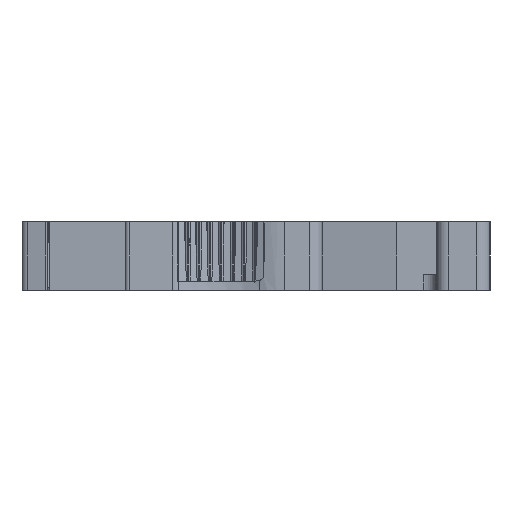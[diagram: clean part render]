
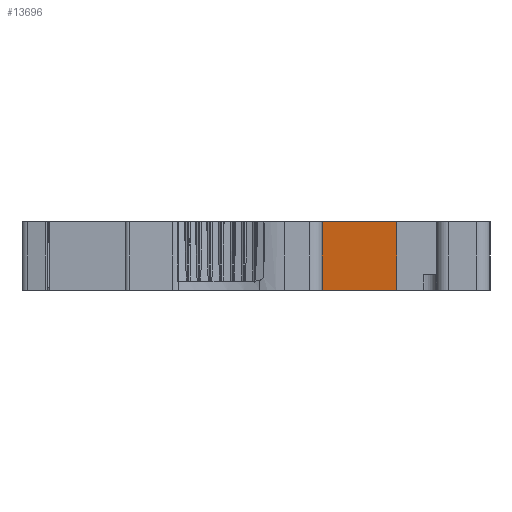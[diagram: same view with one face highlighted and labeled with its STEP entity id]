
A CAD part, left-side view. The second image highlights one B-rep face of the part: STEP entity #13696.
In plain terms, the highlighted planar face has unit normal (-0.985, 0.174, 0).
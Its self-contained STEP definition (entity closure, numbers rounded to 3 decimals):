
#71 = EDGE_CURVE ( 'NONE', #14127, #20019, #2833, .T. ) ;
#192 = CARTESIAN_POINT ( 'NONE',  ( -15.8, -22.25, -5.2 ) ) ;
#723 = LINE ( 'NONE', #16133, #16744 ) ;
#1288 = VECTOR ( 'NONE', #11143, 1000. ) ;
#1691 = EDGE_CURVE ( 'NONE', #20019, #6277, #4910, .T. ) ;
#2833 = LINE ( 'NONE', #13957, #12271 ) ;
#3025 = DIRECTION ( 'NONE',  ( 0., 0., -1. ) ) ;
#4031 = ORIENTED_EDGE ( 'NONE', *, *, #14135, .F. ) ;
#4290 = CARTESIAN_POINT ( 'NONE',  ( -14.813, -16.65, 0. ) ) ;
#4304 = ORIENTED_EDGE ( 'NONE', *, *, #24419, .F. ) ;
#4910 = LINE ( 'NONE', #16866, #16006 ) ;
#6277 = VERTEX_POINT ( 'NONE', #18608 ) ;
#6972 = CARTESIAN_POINT ( 'NONE',  ( -15.8, -22.25, -5.2 ) ) ;
#7574 = ORIENTED_EDGE ( 'NONE', *, *, #1691, .T. ) ;
#9794 = FACE_OUTER_BOUND ( 'NONE', #20221, .T. ) ;
#10616 = DIRECTION ( 'NONE',  ( 0.174, 0.985, 0. ) ) ;
#11143 = DIRECTION ( 'NONE',  ( 0., 0., -1. ) ) ;
#11609 = LINE ( 'NONE', #192, #1288 ) ;
#12271 = VECTOR ( 'NONE', #10616, 1000. ) ;
#13425 = CARTESIAN_POINT ( 'NONE',  ( -15.8, -22.25, 0. ) ) ;
#13696 = ADVANCED_FACE ( 'NONE', ( #9794 ), #19146, .T. ) ;
#13957 = CARTESIAN_POINT ( 'NONE',  ( -14.813, -16.65, 0. ) ) ;
#14012 = DIRECTION ( 'NONE',  ( -0.985, 0.174, 0. ) ) ;
#14125 = CARTESIAN_POINT ( 'NONE',  ( -14.813, -16.65, -5.2 ) ) ;
#14127 = VERTEX_POINT ( 'NONE', #13425 ) ;
#14135 = EDGE_CURVE ( 'NONE', #14127, #16698, #11609, .T. ) ;
#16006 = VECTOR ( 'NONE', #3025, 1000. ) ;
#16133 = CARTESIAN_POINT ( 'NONE',  ( -14.813, -16.65, -5.2 ) ) ;
#16698 = VERTEX_POINT ( 'NONE', #6972 ) ;
#16744 = VECTOR ( 'NONE', #18481, 1000. ) ;
#16866 = CARTESIAN_POINT ( 'NONE',  ( -14.813, -16.65, -5.2 ) ) ;
#17746 = AXIS2_PLACEMENT_3D ( 'NONE', #14125, #14012, #21661 ) ;
#18481 = DIRECTION ( 'NONE',  ( 0.174, 0.985, 0. ) ) ;
#18608 = CARTESIAN_POINT ( 'NONE',  ( -14.813, -16.65, -5.2 ) ) ;
#19146 = PLANE ( 'NONE',  #17746 ) ;
#20019 = VERTEX_POINT ( 'NONE', #4290 ) ;
#20221 = EDGE_LOOP ( 'NONE', ( #23753, #7574, #4304, #4031 ) ) ;
#21661 = DIRECTION ( 'NONE',  ( 0., 0., 1. ) ) ;
#23753 = ORIENTED_EDGE ( 'NONE', *, *, #71, .T. ) ;
#24419 = EDGE_CURVE ( 'NONE', #16698, #6277, #723, .T. ) ;
